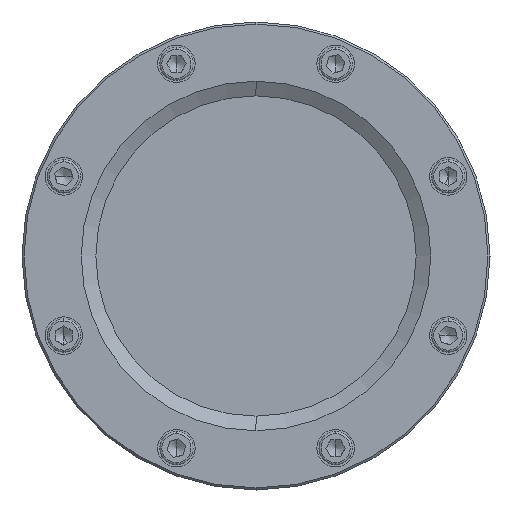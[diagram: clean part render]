
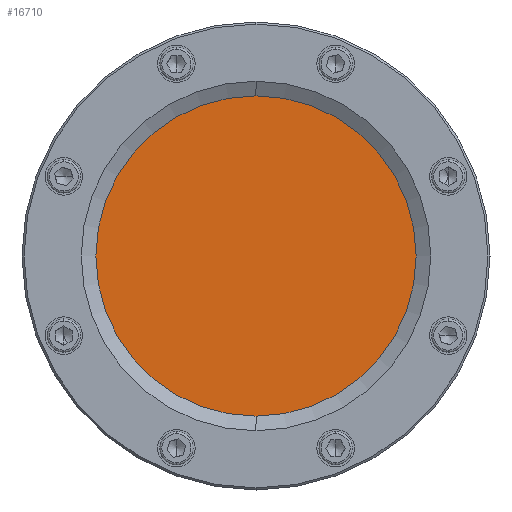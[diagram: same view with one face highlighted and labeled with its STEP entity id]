
A CAD part, left-side view. The second image highlights one B-rep face of the part: STEP entity #16710.
In plain terms, the highlighted planar face has unit normal (-1, 0, 0).
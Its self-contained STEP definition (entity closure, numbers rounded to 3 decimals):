
#2568 = CIRCLE ( 'NONE', #7324, 77. ) ;
#2739 = DIRECTION ( 'NONE',  ( -1., 0., 0. ) ) ;
#4396 = EDGE_CURVE ( 'NONE', #10949, #15193, #14985, .T. ) ;
#5241 = ORIENTED_EDGE ( 'NONE', *, *, #4396, .T. ) ;
#5343 = EDGE_LOOP ( 'NONE', ( #10511, #5241 ) ) ;
#6852 = DIRECTION ( 'NONE',  ( 0., 0., 1. ) ) ;
#7324 = AXIS2_PLACEMENT_3D ( 'NONE', #14379, #2739, #16317 ) ;
#8213 = CARTESIAN_POINT ( 'NONE',  ( 11., 0., -77. ) ) ;
#10511 = ORIENTED_EDGE ( 'NONE', *, *, #23417, .T. ) ;
#10946 = DIRECTION ( 'NONE',  ( -1., 0., 0. ) ) ;
#10949 = VERTEX_POINT ( 'NONE', #13338 ) ;
#13338 = CARTESIAN_POINT ( 'NONE',  ( 11., 0., 77. ) ) ;
#13399 = FACE_OUTER_BOUND ( 'NONE', #5343, .T. ) ;
#14379 = CARTESIAN_POINT ( 'NONE',  ( 11., 0., 0. ) ) ;
#14489 = CARTESIAN_POINT ( 'NONE',  ( 11., 0., 7.75 ) ) ;
#14985 = CIRCLE ( 'NONE', #18088, 77. ) ;
#15193 = VERTEX_POINT ( 'NONE', #8213 ) ;
#16317 = DIRECTION ( 'NONE',  ( 0., 0., -1. ) ) ;
#16710 = ADVANCED_FACE ( 'NONE', ( #13399 ), #24197, .T. ) ;
#18013 = AXIS2_PLACEMENT_3D ( 'NONE', #14489, #18467, #6852 ) ;
#18088 = AXIS2_PLACEMENT_3D ( 'NONE', #22562, #10946, #24483 ) ;
#18467 = DIRECTION ( 'NONE',  ( -1., 0., 0. ) ) ;
#22562 = CARTESIAN_POINT ( 'NONE',  ( 11., 0., 0. ) ) ;
#23417 = EDGE_CURVE ( 'NONE', #15193, #10949, #2568, .T. ) ;
#24197 = PLANE ( 'NONE',  #18013 ) ;
#24483 = DIRECTION ( 'NONE',  ( 0., 0., -1. ) ) ;
